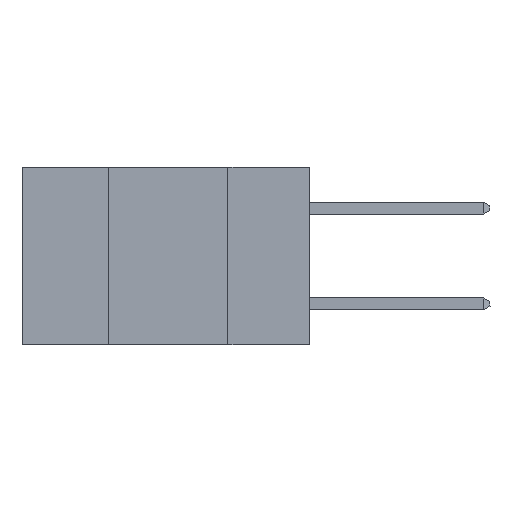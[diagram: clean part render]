
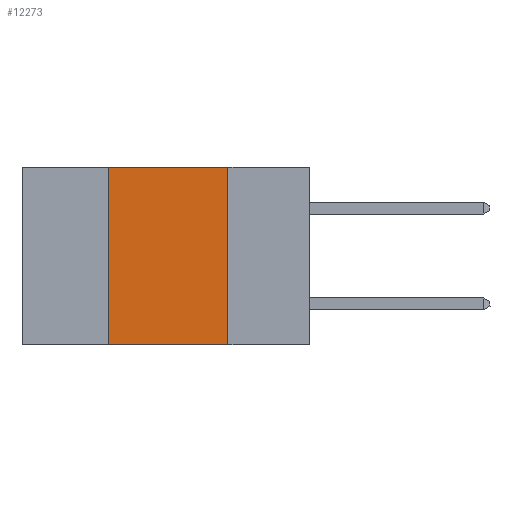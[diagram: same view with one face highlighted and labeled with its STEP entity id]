
A CAD part, left-side view. The second image highlights one B-rep face of the part: STEP entity #12273.
In plain terms, the highlighted planar face has unit normal (-1, 0, 0).
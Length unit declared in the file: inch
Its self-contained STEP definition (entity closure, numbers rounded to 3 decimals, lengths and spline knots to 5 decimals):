
#210 = EDGE_LOOP ( 'NONE', ( #8059, #622, #5108, #8465 ) ) ;
#622 = ORIENTED_EDGE ( 'NONE', *, *, #9134, .F. ) ;
#951 = CARTESIAN_POINT ( 'NONE',  ( 0., 0.17, 0. ) ) ;
#1417 = EDGE_CURVE ( 'NONE', #11335, #2553, #12755, .T. ) ;
#1616 = CARTESIAN_POINT ( 'NONE',  ( 0., 0.17, -0.37 ) ) ;
#1816 = DIRECTION ( 'NONE',  ( 0., 0., 1. ) ) ;
#1886 = DIRECTION ( 'NONE',  ( 1., 0., 0. ) ) ;
#2553 = VERTEX_POINT ( 'NONE', #1616 ) ;
#3442 = LINE ( 'NONE', #9192, #11745 ) ;
#3875 = CARTESIAN_POINT ( 'NONE',  ( 0., 0.6, -0.37 ) ) ;
#3985 = EDGE_CURVE ( 'NONE', #9604, #13140, #3442, .T. ) ;
#5108 = ORIENTED_EDGE ( 'NONE', *, *, #3985, .F. ) ;
#5291 = LINE ( 'NONE', #3875, #8108 ) ;
#5700 = DIRECTION ( 'NONE',  ( 0., -1., 0. ) ) ;
#5838 = EDGE_CURVE ( 'NONE', #9604, #2553, #5291, .T. ) ;
#6500 = CARTESIAN_POINT ( 'NONE',  ( 0., 0.42, 0. ) ) ;
#7614 = VECTOR ( 'NONE', #10389, 39.37008 ) ;
#7712 = AXIS2_PLACEMENT_3D ( 'NONE', #13321, #1886, #9264 ) ;
#8059 = ORIENTED_EDGE ( 'NONE', *, *, #1417, .F. ) ;
#8108 = VECTOR ( 'NONE', #11170, 39.37008 ) ;
#8208 = PLANE ( 'NONE',  #7712 ) ;
#8465 = ORIENTED_EDGE ( 'NONE', *, *, #5838, .T. ) ;
#9134 = EDGE_CURVE ( 'NONE', #13140, #11335, #10616, .T. ) ;
#9192 = CARTESIAN_POINT ( 'NONE',  ( 0., 0.42, 0. ) ) ;
#9264 = DIRECTION ( 'NONE',  ( 0., 0., -1. ) ) ;
#9604 = VERTEX_POINT ( 'NONE', #9640 ) ;
#9640 = CARTESIAN_POINT ( 'NONE',  ( 0., 0.42, -0.37 ) ) ;
#10236 = CARTESIAN_POINT ( 'NONE',  ( 0., 0.17, 0. ) ) ;
#10389 = DIRECTION ( 'NONE',  ( 0., 0., -1. ) ) ;
#10616 = LINE ( 'NONE', #11913, #13015 ) ;
#11170 = DIRECTION ( 'NONE',  ( 0., -1., 0. ) ) ;
#11335 = VERTEX_POINT ( 'NONE', #951 ) ;
#11745 = VECTOR ( 'NONE', #1816, 39.37008 ) ;
#11859 = FACE_OUTER_BOUND ( 'NONE', #210, .T. ) ;
#11913 = CARTESIAN_POINT ( 'NONE',  ( 0., 0.6, 0. ) ) ;
#12273 = ADVANCED_FACE ( 'NONE', ( #11859 ), #8208, .F. ) ;
#12755 = LINE ( 'NONE', #10236, #7614 ) ;
#13015 = VECTOR ( 'NONE', #5700, 39.37008 ) ;
#13140 = VERTEX_POINT ( 'NONE', #6500 ) ;
#13321 = CARTESIAN_POINT ( 'NONE',  ( 0., 0.6, 0. ) ) ;
